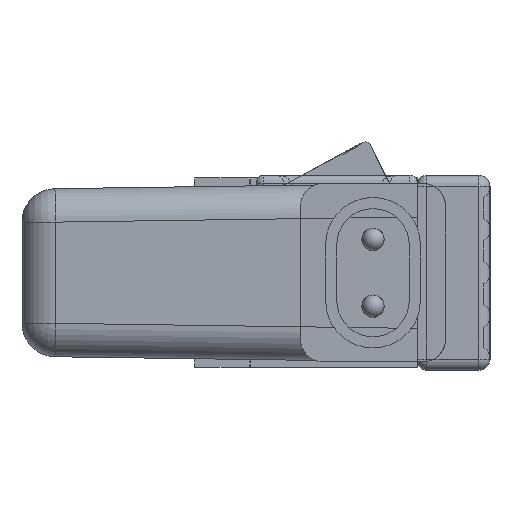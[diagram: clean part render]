
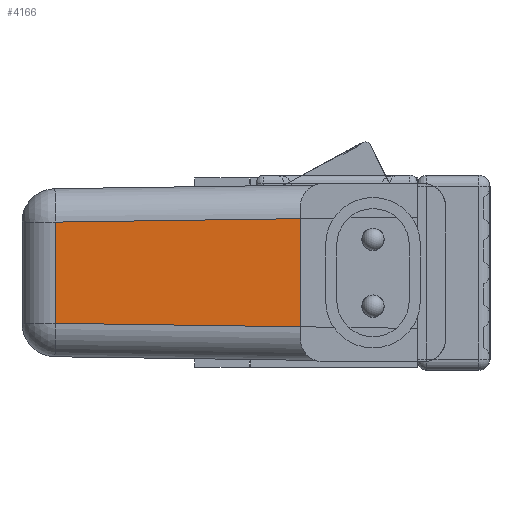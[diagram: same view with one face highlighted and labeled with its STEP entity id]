
A CAD part, left-side view. The second image highlights one B-rep face of the part: STEP entity #4166.
In plain terms, the highlighted planar face has unit normal (-1, 0, 0).
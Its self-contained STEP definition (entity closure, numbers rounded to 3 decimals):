
#165 = VECTOR ( 'NONE', #6130, 1000. ) ;
#265 = CARTESIAN_POINT ( 'NONE',  ( -339., 39., -4.542 ) ) ;
#389 = CARTESIAN_POINT ( 'NONE',  ( -339., 39., 0. ) ) ;
#427 = VERTEX_POINT ( 'NONE', #7160 ) ;
#546 = FACE_OUTER_BOUND ( 'NONE', #3925, .T. ) ;
#1248 = VECTOR ( 'NONE', #4623, 1000. ) ;
#1266 = CARTESIAN_POINT ( 'NONE',  ( -339., 17., 8. ) ) ;
#1428 = LINE ( 'NONE', #4392, #1248 ) ;
#1438 = EDGE_CURVE ( 'NONE', #4798, #4509, #1428, .T. ) ;
#1461 = DIRECTION ( 'NONE',  ( 0., 0., 1. ) ) ;
#1483 = EDGE_CURVE ( 'NONE', #4798, #427, #6962, .T. ) ;
#1520 = DIRECTION ( 'NONE',  ( -1., 0., 0. ) ) ;
#1527 = CARTESIAN_POINT ( 'NONE',  ( -339., 0., 0. ) ) ;
#1705 = PLANE ( 'NONE',  #6454 ) ;
#2289 = ORIENTED_EDGE ( 'NONE', *, *, #1438, .T. ) ;
#2299 = CARTESIAN_POINT ( 'NONE',  ( -339., 0.072, -5.09 ) ) ;
#2420 = LINE ( 'NONE', #2299, #5259 ) ;
#3019 = CARTESIAN_POINT ( 'NONE',  ( -339., 39., 4.542 ) ) ;
#3925 = EDGE_LOOP ( 'NONE', ( #7125, #5771, #2289, #6248 ) ) ;
#4166 = ADVANCED_FACE ( 'NONE', ( #546 ), #1705, .T. ) ;
#4392 = CARTESIAN_POINT ( 'NONE',  ( -339., 0.072, 5.09 ) ) ;
#4509 = VERTEX_POINT ( 'NONE', #3019 ) ;
#4623 = DIRECTION ( 'NONE',  ( 0., 1., -0.014 ) ) ;
#4798 = VERTEX_POINT ( 'NONE', #4993 ) ;
#4893 = DIRECTION ( 'NONE',  ( 0., 0., -1. ) ) ;
#4993 = CARTESIAN_POINT ( 'NONE',  ( -339., 17., 4.852 ) ) ;
#5180 = VERTEX_POINT ( 'NONE', #265 ) ;
#5259 = VECTOR ( 'NONE', #6235, 1000. ) ;
#5771 = ORIENTED_EDGE ( 'NONE', *, *, #1483, .F. ) ;
#6130 = DIRECTION ( 'NONE',  ( 0., 0., -1. ) ) ;
#6235 = DIRECTION ( 'NONE',  ( 0., -1., -0.014 ) ) ;
#6248 = ORIENTED_EDGE ( 'NONE', *, *, #6643, .T. ) ;
#6286 = LINE ( 'NONE', #389, #165 ) ;
#6292 = EDGE_CURVE ( 'NONE', #5180, #427, #2420, .T. ) ;
#6454 = AXIS2_PLACEMENT_3D ( 'NONE', #1527, #1520, #1461 ) ;
#6643 = EDGE_CURVE ( 'NONE', #4509, #5180, #6286, .T. ) ;
#6778 = VECTOR ( 'NONE', #4893, 1000. ) ;
#6962 = LINE ( 'NONE', #1266, #6778 ) ;
#7125 = ORIENTED_EDGE ( 'NONE', *, *, #6292, .T. ) ;
#7160 = CARTESIAN_POINT ( 'NONE',  ( -339., 17., -4.852 ) ) ;
